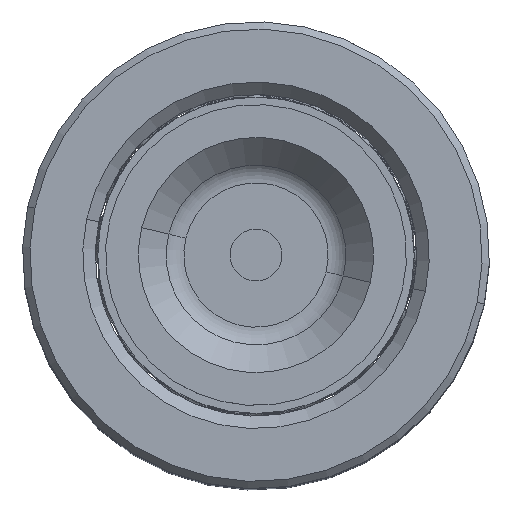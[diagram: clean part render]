
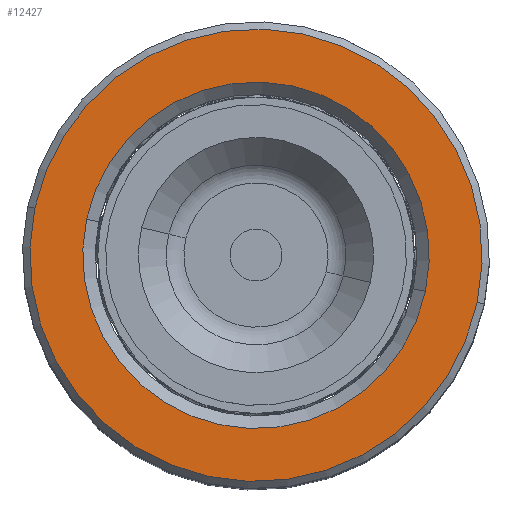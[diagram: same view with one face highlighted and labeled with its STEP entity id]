
A CAD part, top view. The second image highlights one B-rep face of the part: STEP entity #12427.
In plain terms, the highlighted planar face has unit normal (0, 0, 1).
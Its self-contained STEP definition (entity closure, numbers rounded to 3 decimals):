
#864 = AXIS2_PLACEMENT_3D ( 'NONE', #6414, #6699, #38966 ) ;
#1139 = AXIS2_PLACEMENT_3D ( 'NONE', #14068, #27300, #24329 ) ;
#1377 = ORIENTED_EDGE ( 'NONE', *, *, #40439, .T. ) ;
#2327 = DIRECTION ( 'NONE',  ( 0., 0., 1. ) ) ;
#2439 = VERTEX_POINT ( 'NONE', #39429 ) ;
#5292 = CIRCLE ( 'NONE', #13931, 16.7 ) ;
#5510 = CARTESIAN_POINT ( 'NONE',  ( 0., 0., 80. ) ) ;
#6414 = CARTESIAN_POINT ( 'NONE',  ( 0., 0., 80. ) ) ;
#6699 = DIRECTION ( 'NONE',  ( 0., 0., 1. ) ) ;
#6784 = VERTEX_POINT ( 'NONE', #22323 ) ;
#8873 = CARTESIAN_POINT ( 'NONE',  ( 0., 0., 80. ) ) ;
#9771 = PLANE ( 'NONE',  #35674 ) ;
#12114 = ORIENTED_EDGE ( 'NONE', *, *, #38801, .T. ) ;
#12427 = ADVANCED_FACE ( 'NONE', ( #36468, #21664 ), #9771, .T. ) ;
#13931 = AXIS2_PLACEMENT_3D ( 'NONE', #8873, #15393, #15541 ) ;
#14068 = CARTESIAN_POINT ( 'NONE',  ( 0., 0., 80. ) ) ;
#15393 = DIRECTION ( 'NONE',  ( 0., 0., -1. ) ) ;
#15496 = CIRCLE ( 'NONE', #1139, 16.7 ) ;
#15541 = DIRECTION ( 'NONE',  ( 1., 0., 0. ) ) ;
#15952 = EDGE_CURVE ( 'NONE', #2439, #22454, #5292, .T. ) ;
#20052 = EDGE_LOOP ( 'NONE', ( #1377, #26932 ) ) ;
#20159 = CIRCLE ( 'NONE', #864, 21.8 ) ;
#21664 = FACE_BOUND ( 'NONE', #20052, .T. ) ;
#22323 = CARTESIAN_POINT ( 'NONE',  ( -21.8, 0., 80. ) ) ;
#22454 = VERTEX_POINT ( 'NONE', #32569 ) ;
#23247 = AXIS2_PLACEMENT_3D ( 'NONE', #5510, #27832, #27970 ) ;
#23433 = CARTESIAN_POINT ( 'NONE',  ( 21.8, 0., 80. ) ) ;
#24329 = DIRECTION ( 'NONE',  ( 1., 0., 0. ) ) ;
#25216 = VERTEX_POINT ( 'NONE', #23433 ) ;
#26932 = ORIENTED_EDGE ( 'NONE', *, *, #15952, .T. ) ;
#27300 = DIRECTION ( 'NONE',  ( 0., 0., -1. ) ) ;
#27832 = DIRECTION ( 'NONE',  ( 0., 0., 1. ) ) ;
#27970 = DIRECTION ( 'NONE',  ( 1., 0., 0. ) ) ;
#28171 = ORIENTED_EDGE ( 'NONE', *, *, #40559, .T. ) ;
#32536 = DIRECTION ( 'NONE',  ( 1., 0., 0. ) ) ;
#32569 = CARTESIAN_POINT ( 'NONE',  ( 16.7, 0., 80. ) ) ;
#35674 = AXIS2_PLACEMENT_3D ( 'NONE', #39065, #2327, #32536 ) ;
#36441 = CIRCLE ( 'NONE', #23247, 21.8 ) ;
#36468 = FACE_OUTER_BOUND ( 'NONE', #40319, .T. ) ;
#38801 = EDGE_CURVE ( 'NONE', #25216, #6784, #20159, .T. ) ;
#38966 = DIRECTION ( 'NONE',  ( 1., 0., 0. ) ) ;
#39065 = CARTESIAN_POINT ( 'NONE',  ( 0., 0., 80. ) ) ;
#39429 = CARTESIAN_POINT ( 'NONE',  ( -16.7, 0., 80. ) ) ;
#40319 = EDGE_LOOP ( 'NONE', ( #28171, #12114 ) ) ;
#40439 = EDGE_CURVE ( 'NONE', #22454, #2439, #15496, .T. ) ;
#40559 = EDGE_CURVE ( 'NONE', #6784, #25216, #36441, .T. ) ;
